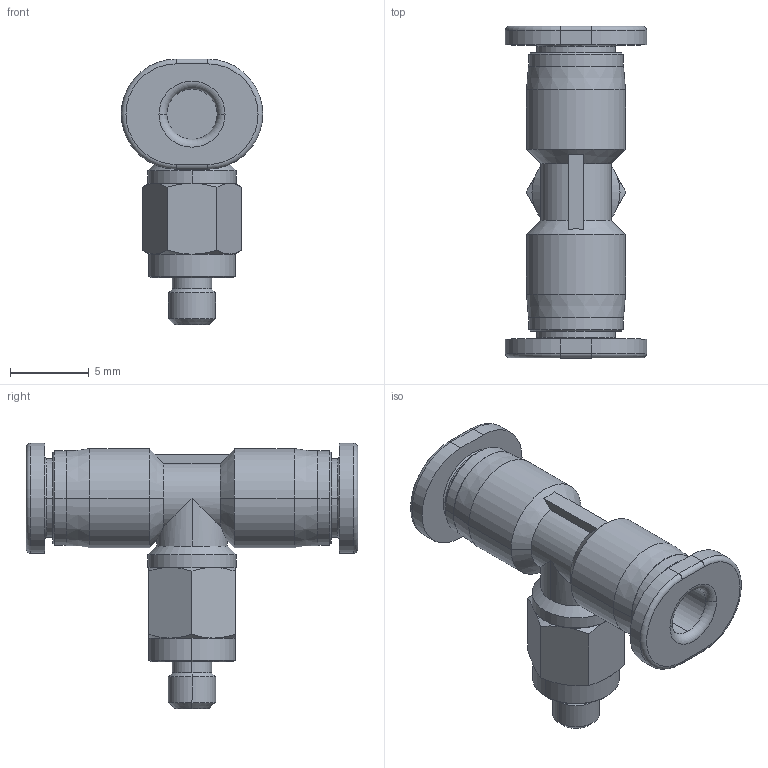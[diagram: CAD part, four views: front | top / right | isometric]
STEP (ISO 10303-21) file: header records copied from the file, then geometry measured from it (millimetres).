
FILE_DESCRIPTION((''),'2;1');
FILE_NAME('PT03M3C-mdt.stp','2017-07-24T16:58:10',(''),(''),'Mechanical Desktop 2009','Mechanical Desktop 2009',', , ');
FILE_SCHEMA(('CONFIG_CONTROL_DESIGN'));
Length unit declared in the file: millimetre
Products named in the file (4): PT03M3C-MDTA; PT03M3C-MDT; COLLAR-L03C; NLM3C-S
Assembly tree (4 placements, depth 2):
  PT03M3C-MDTA
    PT03M3C-MDT
    COLLAR-L03C  x2
    NLM3C-S
Bounding box: 9 x 21.1 x 16.9 mm (x, y, z)
Volume: 689.1 mm3; surface area: 974 mm2
Topology: 1 solids, 1 shells, 107 faces, 238 edges, 144 vertices
Faces by surface type: cylinder 38, cone 28, plane 27, torus 8, bspline 6
Entity records: 3361 total; most frequent: CARTESIAN_POINT 844, DIRECTION 554, ORIENTED_EDGE 476, AXIS2_PLACEMENT_3D 238, EDGE_CURVE 238, VERTEX_POINT 144, CIRCLE 128, EDGE_LOOP 118
